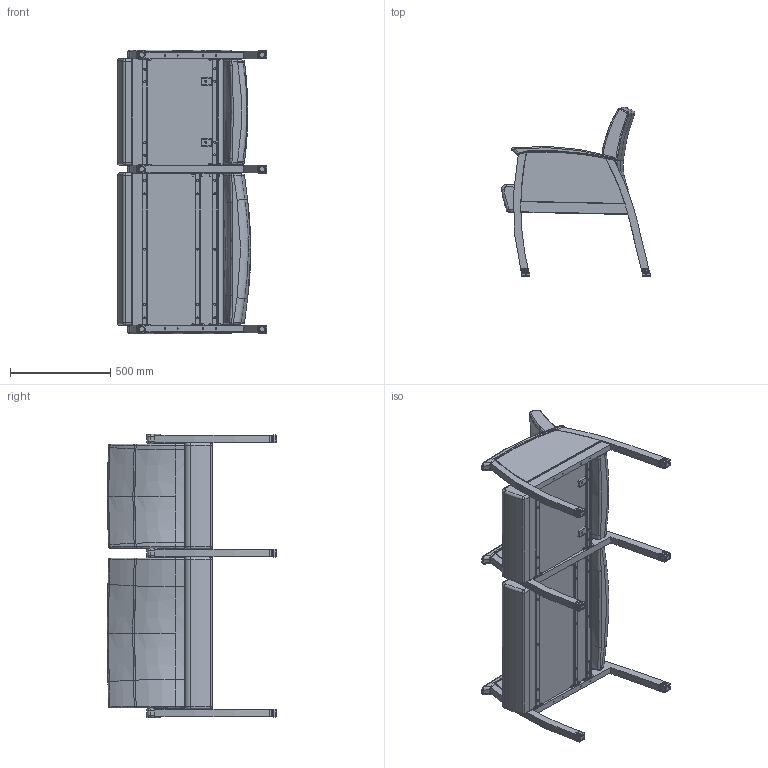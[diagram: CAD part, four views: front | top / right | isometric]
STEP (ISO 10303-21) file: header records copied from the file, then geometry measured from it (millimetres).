
FILE_DESCRIPTION(/* description */ (''),/* implementation_level */ '2;1');
FILE_NAME(/* name */ 'KOT20IBLPU.stp',/* time_stamp */ '2016-10-24T16:53:23-04:00',/* author */ ('emerkel'),/* organization */ (''),/* preprocessor_version */ 'ST-DEVELOPER v16.5',/* originating_system */ 'Autodesk Inventor 2017',/* authorisation */ '');
FILE_SCHEMA (('AUTOMOTIVE_DESIGN { 1 0 10303 214 3 1 1 }'));
Products named in the file (30): KOT20IBLPU & W; KOT ARML-1 BRZ; KOT ARML-1 BRZ TOP RAIL; KOT ARML-1 BRZ BOTTOM; KOT ARMI-1 BRZ; KOT10B-1 USEAT; KOT10 USEAT; KOT10 BACK NEW; KOT10B UBACK; STU1X1.5X21; STU1X1.5X21_1; STU1X1.5X21_2; U-CHANNEL FOR STUBE; ST1X1.5X21; ST1X1.5X21_1; ST1X1.5X21_2; ST1X1.5X30; ST1X1.5X30_1; ST1X1.5X30_2; STUBE PLT-4; KOT ARMR-1 BRZ; EC10B-4-09; EC10B-4-09_1; ROLLOVER T-NUT .25 (FOR .75); 1420X3/4 PSHPB; UPANEL KOT10; LEG CAP KOL-1; LEG CAP KOL-1_1; GLD BLK 5-16; KOT10-1 MAC BLK
Assembly tree (88 placements, depth 3):
  KOT20IBLPU & W
    KOT ARML-1 BRZ
      KOT ARML-1 BRZ TOP RAIL
      KOT ARML-1 BRZ BOTTOM
    KOT ARMI-1 BRZ
    KOT10-1 MAC BLK  x3
    KOT10B-1 USEAT
    KOT10 USEAT
    KOT10 BACK NEW
    KOT10B UBACK
    STU1X1.5X21
      STU1X1.5X21_1
      STU1X1.5X21_2
      STUBE PLT-4  x2
      U-CHANNEL FOR STUBE  x2
    ST1X1.5X21
      ST1X1.5X21_1
      ST1X1.5X21_2
      STUBE PLT-4  x2
    ST1X1.5X30  x3
      ST1X1.5X30_1
      ST1X1.5X30_2
      STUBE PLT-4
    KOT ARMR-1 BRZ
    EC10B-4-09
      EC10B-4-09_1
      ROLLOVER T-NUT .25 (FOR .75)  x4
    1420X3/4 PSHPB  x40
    UPANEL KOT10  x3
    LEG CAP KOL-1  x6
      LEG CAP KOL-1_1
      GLD BLK 5-16
Bounding box: 745.05 x 846.5 x 1419.22 mm (x, y, z)
Volume: 157375564.6 mm3; surface area: 7204564.9 mm2
Topology: 116 solids, 128 shells, 6564 faces, 14863 edges, 8721 vertices
Faces by surface type: plane 1941, cylinder 1741, bspline 1126, torus 1034, cone 570, sphere 152
Full cylindrical faces by diameter (mm): 6.35 x97, 6.528 x12, 7.671 x4, 7.925 x12, 8.731 x4, 8.733 x40, 9.525 x48, 9.906 x6, 11.989 x6, 12.497 x40, 15.875 x6, 25.4 x5, 31.75 x6
Entity records: 60481 total; most frequent: CARTESIAN_POINT 28904, ORIENTED_EDGE 6186, DIRECTION 6133, EDGE_CURVE 3095, AXIS2_PLACEMENT_3D 2479, VERTEX_POINT 1900, EDGE_LOOP 1743, FACE_OUTER_BOUND 1436
